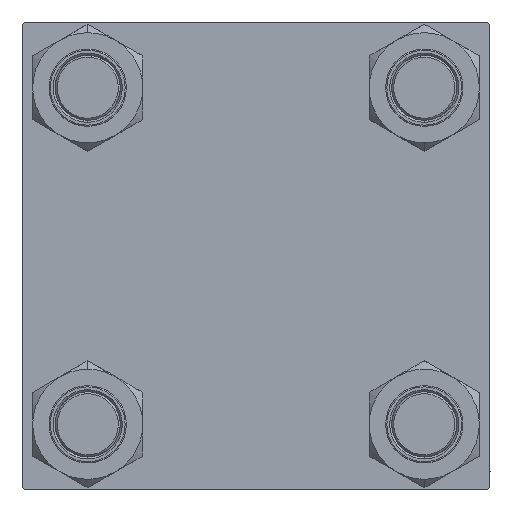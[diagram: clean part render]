
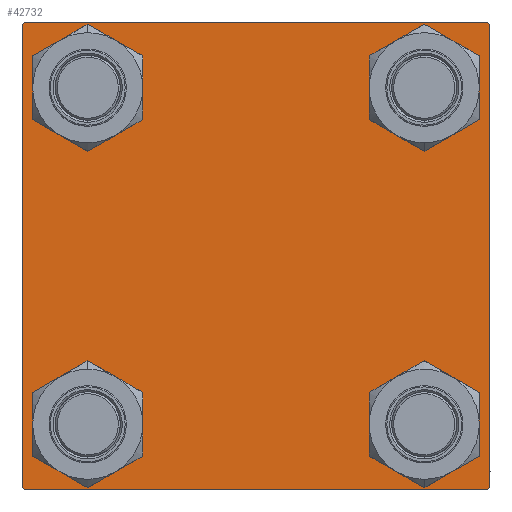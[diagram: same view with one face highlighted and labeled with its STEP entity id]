
A CAD part, left-side view. The second image highlights one B-rep face of the part: STEP entity #42732.
In plain terms, the highlighted planar face has unit normal (-1, 0, 0).
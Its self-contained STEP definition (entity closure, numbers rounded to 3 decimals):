
#437 = EDGE_LOOP ( 'NONE', ( #18039, #2909 ) ) ;
#556 = CARTESIAN_POINT ( 'NONE',  ( 0., -41.35, 32.85 ) ) ;
#851 = EDGE_CURVE ( 'NONE', #39134, #7803, #17009, .T. ) ;
#1642 = VERTEX_POINT ( 'NONE', #7427 ) ;
#1927 = CARTESIAN_POINT ( 'NONE',  ( 0., -41.35, -41.35 ) ) ;
#2813 = ORIENTED_EDGE ( 'NONE', *, *, #31615, .T. ) ;
#2909 = ORIENTED_EDGE ( 'NONE', *, *, #44246, .T. ) ;
#3057 = AXIS2_PLACEMENT_3D ( 'NONE', #24351, #5129, #12048 ) ;
#3851 = FACE_OUTER_BOUND ( 'NONE', #42183, .T. ) ;
#4640 = CARTESIAN_POINT ( 'NONE',  ( 0., -57.5, -57. ) ) ;
#5129 = DIRECTION ( 'NONE',  ( -1., 0., 0. ) ) ;
#5237 = CARTESIAN_POINT ( 'NONE',  ( 0., 41.35, -49.85 ) ) ;
#5389 = EDGE_CURVE ( 'NONE', #44475, #29020, #33133, .T. ) ;
#5854 = LINE ( 'NONE', #17627, #50611 ) ;
#5858 = DIRECTION ( 'NONE',  ( 0., -0.707, 0.707 ) ) ;
#5893 = DIRECTION ( 'NONE',  ( 0., 0., 1. ) ) ;
#6028 = LINE ( 'NONE', #21921, #27048 ) ;
#6351 = VECTOR ( 'NONE', #28189, 1000. ) ;
#6538 = VECTOR ( 'NONE', #5858, 1000. ) ;
#7401 = AXIS2_PLACEMENT_3D ( 'NONE', #1927, #17556, #17314 ) ;
#7427 = CARTESIAN_POINT ( 'NONE',  ( 0., 57.5, 57. ) ) ;
#7803 = VERTEX_POINT ( 'NONE', #556 ) ;
#8522 = ORIENTED_EDGE ( 'NONE', *, *, #33260, .T. ) ;
#8824 = AXIS2_PLACEMENT_3D ( 'NONE', #30680, #37745, #41103 ) ;
#8998 = VERTEX_POINT ( 'NONE', #26106 ) ;
#9689 = CARTESIAN_POINT ( 'NONE',  ( 0., 57.25, 57.25 ) ) ;
#10448 = AXIS2_PLACEMENT_3D ( 'NONE', #27208, #26221, #49637 ) ;
#10579 = ORIENTED_EDGE ( 'NONE', *, *, #35421, .T. ) ;
#10743 = CARTESIAN_POINT ( 'NONE',  ( 0., -57.5, 57. ) ) ;
#10877 = EDGE_CURVE ( 'NONE', #36708, #17781, #27002, .T. ) ;
#10937 = CARTESIAN_POINT ( 'NONE',  ( 0., -41.35, 49.85 ) ) ;
#10992 = EDGE_CURVE ( 'NONE', #8998, #32661, #24151, .T. ) ;
#11324 = ORIENTED_EDGE ( 'NONE', *, *, #39058, .T. ) ;
#11355 = CARTESIAN_POINT ( 'NONE',  ( 0., 57.25, -57.25 ) ) ;
#12048 = DIRECTION ( 'NONE',  ( 0., 0., 1. ) ) ;
#13032 = LINE ( 'NONE', #48756, #6538 ) ;
#13487 = EDGE_LOOP ( 'NONE', ( #2813, #34975 ) ) ;
#13635 = DIRECTION ( 'NONE',  ( 1., 0., 0. ) ) ;
#13785 = LINE ( 'NONE', #9689, #21872 ) ;
#14859 = CARTESIAN_POINT ( 'NONE',  ( 0., 57.5, -57. ) ) ;
#15872 = ORIENTED_EDGE ( 'NONE', *, *, #851, .T. ) ;
#16091 = VERTEX_POINT ( 'NONE', #5237 ) ;
#16701 = ORIENTED_EDGE ( 'NONE', *, *, #31681, .F. ) ;
#16899 = CARTESIAN_POINT ( 'NONE',  ( 0., 57.5, 57.5 ) ) ;
#16987 = CIRCLE ( 'NONE', #10448, 8.5 ) ;
#17009 = CIRCLE ( 'NONE', #8824, 8.5 ) ;
#17035 = DIRECTION ( 'NONE',  ( 0., 0., 1. ) ) ;
#17245 = DIRECTION ( 'NONE',  ( 1., 0., 0. ) ) ;
#17314 = DIRECTION ( 'NONE',  ( 0., 0., 1. ) ) ;
#17340 = CARTESIAN_POINT ( 'NONE',  ( 0., 57., -57.5 ) ) ;
#17556 = DIRECTION ( 'NONE',  ( 1., 0., 0. ) ) ;
#17627 = CARTESIAN_POINT ( 'NONE',  ( 0., -57.25, 57.25 ) ) ;
#17736 = DIRECTION ( 'NONE',  ( 0., 0., 1. ) ) ;
#17781 = VERTEX_POINT ( 'NONE', #17340 ) ;
#18013 = EDGE_LOOP ( 'NONE', ( #43213, #10579 ) ) ;
#18039 = ORIENTED_EDGE ( 'NONE', *, *, #38491, .T. ) ;
#18515 = ORIENTED_EDGE ( 'NONE', *, *, #10877, .T. ) ;
#18560 = AXIS2_PLACEMENT_3D ( 'NONE', #29562, #17245, #41166 ) ;
#19222 = FACE_BOUND ( 'NONE', #13487, .T. ) ;
#19478 = PLANE ( 'NONE',  #3057 ) ;
#19833 = EDGE_CURVE ( 'NONE', #1642, #36708, #27427, .T. ) ;
#20043 = AXIS2_PLACEMENT_3D ( 'NONE', #48606, #13635, #17736 ) ;
#20584 = EDGE_CURVE ( 'NONE', #45952, #30640, #28325, .T. ) ;
#20818 = AXIS2_PLACEMENT_3D ( 'NONE', #31215, #39205, #43320 ) ;
#20875 = CARTESIAN_POINT ( 'NONE',  ( 0., 41.35, 41.35 ) ) ;
#21403 = CARTESIAN_POINT ( 'NONE',  ( 0., 41.35, 32.85 ) ) ;
#21872 = VECTOR ( 'NONE', #41050, 1000. ) ;
#21921 = CARTESIAN_POINT ( 'NONE',  ( 0., 57.5, -57.5 ) ) ;
#23324 = FACE_BOUND ( 'NONE', #437, .T. ) ;
#23815 = AXIS2_PLACEMENT_3D ( 'NONE', #29735, #37472, #5893 ) ;
#24151 = CIRCLE ( 'NONE', #20043, 8.5 ) ;
#24351 = CARTESIAN_POINT ( 'NONE',  ( 0., 0., 0. ) ) ;
#24477 = DIRECTION ( 'NONE',  ( 1., 0., 0. ) ) ;
#25006 = DIRECTION ( 'NONE',  ( 0., 0., -1. ) ) ;
#25521 = CARTESIAN_POINT ( 'NONE',  ( 0., -57.5, 57.5 ) ) ;
#26106 = CARTESIAN_POINT ( 'NONE',  ( 0., 41.35, 49.85 ) ) ;
#26221 = DIRECTION ( 'NONE',  ( 1., 0., 0. ) ) ;
#27002 = LINE ( 'NONE', #11355, #43043 ) ;
#27048 = VECTOR ( 'NONE', #33233, 1000. ) ;
#27208 = CARTESIAN_POINT ( 'NONE',  ( 0., 41.35, -41.35 ) ) ;
#27427 = LINE ( 'NONE', #16899, #6351 ) ;
#27852 = CARTESIAN_POINT ( 'NONE',  ( 0., -41.35, -32.85 ) ) ;
#28189 = DIRECTION ( 'NONE',  ( 0., 0., -1. ) ) ;
#28325 = LINE ( 'NONE', #48151, #47379 ) ;
#28892 = EDGE_CURVE ( 'NONE', #40818, #44345, #13032, .T. ) ;
#29020 = VERTEX_POINT ( 'NONE', #27852 ) ;
#29120 = CIRCLE ( 'NONE', #41494, 8.5 ) ;
#29509 = CARTESIAN_POINT ( 'NONE',  ( 0., -41.35, -49.85 ) ) ;
#29562 = CARTESIAN_POINT ( 'NONE',  ( 0., 41.35, -41.35 ) ) ;
#29735 = CARTESIAN_POINT ( 'NONE',  ( 0., -41.35, 41.35 ) ) ;
#30104 = ORIENTED_EDGE ( 'NONE', *, *, #28892, .T. ) ;
#30640 = VERTEX_POINT ( 'NONE', #43294 ) ;
#30680 = CARTESIAN_POINT ( 'NONE',  ( 0., -41.35, 41.35 ) ) ;
#30855 = DIRECTION ( 'NONE',  ( 0., -0.707, -0.707 ) ) ;
#31215 = CARTESIAN_POINT ( 'NONE',  ( 0., -41.35, -41.35 ) ) ;
#31615 = EDGE_CURVE ( 'NONE', #29020, #44475, #38561, .T. ) ;
#31621 = EDGE_CURVE ( 'NONE', #17781, #40818, #6028, .T. ) ;
#31681 = EDGE_CURVE ( 'NONE', #47235, #44345, #37879, .T. ) ;
#32661 = VERTEX_POINT ( 'NONE', #21403 ) ;
#33133 = CIRCLE ( 'NONE', #20818, 8.5 ) ;
#33233 = DIRECTION ( 'NONE',  ( 0., -1., 0. ) ) ;
#33260 = EDGE_CURVE ( 'NONE', #7803, #39134, #46854, .T. ) ;
#34064 = DIRECTION ( 'NONE',  ( 0., 0.707, 0.707 ) ) ;
#34409 = CARTESIAN_POINT ( 'NONE',  ( 0., -57., -57.5 ) ) ;
#34975 = ORIENTED_EDGE ( 'NONE', *, *, #5389, .T. ) ;
#35180 = FACE_BOUND ( 'NONE', #42500, .T. ) ;
#35421 = EDGE_CURVE ( 'NONE', #32661, #8998, #29120, .T. ) ;
#35461 = ORIENTED_EDGE ( 'NONE', *, *, #39055, .T. ) ;
#36708 = VERTEX_POINT ( 'NONE', #14859 ) ;
#37472 = DIRECTION ( 'NONE',  ( 1., 0., 0. ) ) ;
#37745 = DIRECTION ( 'NONE',  ( 1., 0., 0. ) ) ;
#37879 = LINE ( 'NONE', #25521, #40215 ) ;
#38338 = ORIENTED_EDGE ( 'NONE', *, *, #31621, .T. ) ;
#38491 = EDGE_CURVE ( 'NONE', #42695, #16091, #39818, .T. ) ;
#38561 = CIRCLE ( 'NONE', #7401, 8.5 ) ;
#39039 = FACE_BOUND ( 'NONE', #18013, .T. ) ;
#39055 = EDGE_CURVE ( 'NONE', #45952, #1642, #13785, .T. ) ;
#39058 = EDGE_CURVE ( 'NONE', #47235, #30640, #5854, .T. ) ;
#39134 = VERTEX_POINT ( 'NONE', #10937 ) ;
#39205 = DIRECTION ( 'NONE',  ( 1., 0., 0. ) ) ;
#39438 = DIRECTION ( 'NONE',  ( 0., -1., 0. ) ) ;
#39818 = CIRCLE ( 'NONE', #18560, 8.5 ) ;
#40215 = VECTOR ( 'NONE', #25006, 1000. ) ;
#40818 = VERTEX_POINT ( 'NONE', #34409 ) ;
#41050 = DIRECTION ( 'NONE',  ( 0., 0.707, -0.707 ) ) ;
#41103 = DIRECTION ( 'NONE',  ( 0., 0., 1. ) ) ;
#41166 = DIRECTION ( 'NONE',  ( 0., 0., 1. ) ) ;
#41494 = AXIS2_PLACEMENT_3D ( 'NONE', #20875, #24477, #17035 ) ;
#42183 = EDGE_LOOP ( 'NONE', ( #44531, #18515, #38338, #30104, #16701, #11324, #48398, #35461 ) ) ;
#42500 = EDGE_LOOP ( 'NONE', ( #15872, #8522 ) ) ;
#42695 = VERTEX_POINT ( 'NONE', #46763 ) ;
#42732 = ADVANCED_FACE ( 'NONE', ( #35180, #19222, #23324, #39039, #3851 ), #19478, .T. ) ;
#43043 = VECTOR ( 'NONE', #30855, 1000. ) ;
#43213 = ORIENTED_EDGE ( 'NONE', *, *, #10992, .T. ) ;
#43294 = CARTESIAN_POINT ( 'NONE',  ( 0., -57., 57.5 ) ) ;
#43320 = DIRECTION ( 'NONE',  ( 0., 0., 1. ) ) ;
#44246 = EDGE_CURVE ( 'NONE', #16091, #42695, #16987, .T. ) ;
#44345 = VERTEX_POINT ( 'NONE', #4640 ) ;
#44475 = VERTEX_POINT ( 'NONE', #29509 ) ;
#44531 = ORIENTED_EDGE ( 'NONE', *, *, #19833, .T. ) ;
#45952 = VERTEX_POINT ( 'NONE', #48711 ) ;
#46763 = CARTESIAN_POINT ( 'NONE',  ( 0., 41.35, -32.85 ) ) ;
#46854 = CIRCLE ( 'NONE', #23815, 8.5 ) ;
#47235 = VERTEX_POINT ( 'NONE', #10743 ) ;
#47379 = VECTOR ( 'NONE', #39438, 1000. ) ;
#48151 = CARTESIAN_POINT ( 'NONE',  ( 0., 57.5, 57.5 ) ) ;
#48398 = ORIENTED_EDGE ( 'NONE', *, *, #20584, .F. ) ;
#48606 = CARTESIAN_POINT ( 'NONE',  ( 0., 41.35, 41.35 ) ) ;
#48711 = CARTESIAN_POINT ( 'NONE',  ( 0., 57., 57.5 ) ) ;
#48756 = CARTESIAN_POINT ( 'NONE',  ( 0., -57.25, -57.25 ) ) ;
#49637 = DIRECTION ( 'NONE',  ( 0., 0., 1. ) ) ;
#50611 = VECTOR ( 'NONE', #34064, 1000. ) ;
